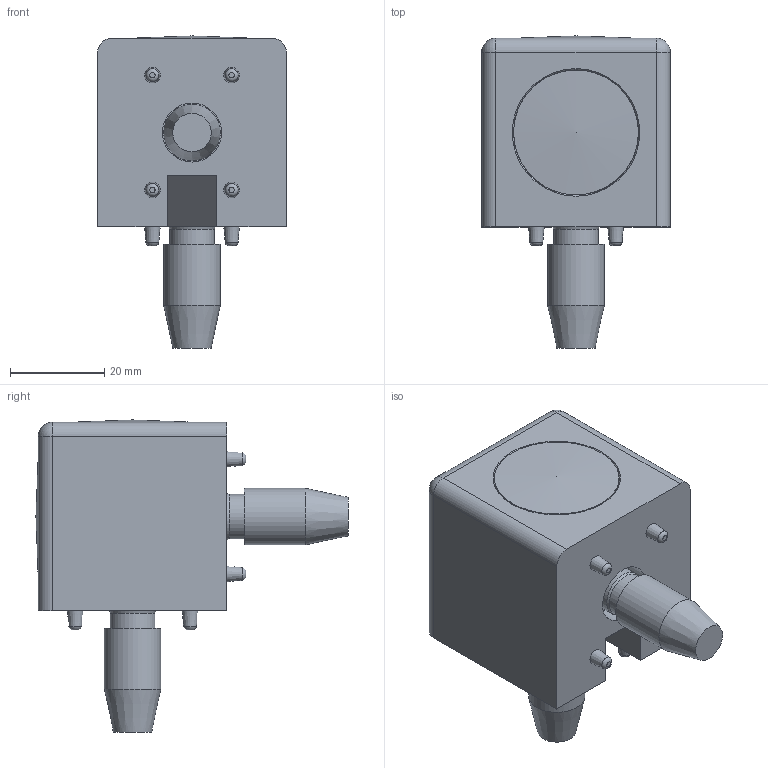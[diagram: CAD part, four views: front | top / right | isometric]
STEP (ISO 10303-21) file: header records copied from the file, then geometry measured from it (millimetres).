
FILE_DESCRIPTION(/* description */ ('STEP AP214'),/* implementation_level */ '2;1');
FILE_NAME(/* name */ '093WW407N10RS',/* time_stamp */ '2022-09-30T13:21:59+02:00',/* author */ ('License CC BY-ND 4.0'),/* organization */ ('CADENAS'),/* preprocessor_version */ 'ST-DEVELOPER v18.102',/* originating_system */ 'PARTsolutions',/* authorisation */ ' ');
FILE_SCHEMA (('AUTOMOTIVE_DESIGN {1 0 10303 214 3 1 1}'));
Length unit declared in the file: millimetre
Products named in the file (4): 093WW407N10RS; 093WW407N10RS_screw; 093WW407N10RS_cap; 093WW407N10RS_body
Assembly tree (5 placements, depth 2):
  093WW407N10RS
    093WW407N10RS_screw  x2
    093WW407N10RS_cap  x2
    093WW407N10RS_body
Bounding box: 40 x 66.2 x 66.2 mm (x, y, z)
Volume: 50512.4 mm3; surface area: 20209.4 mm2
Topology: 5 solids, 5 shells, 178 faces, 431 edges, 275 vertices
Faces by surface type: plane 57, cylinder 57, cone 32, torus 26, sphere 6
Full cylindrical faces by diameter (mm): 9.5 x2, 9.9 x2, 12 x2, 12.5 x2, 19.6 x2, 22 x2, 24 x2, 26.5 x2
Entity records: 3323 total; most frequent: CARTESIAN_POINT 754, DIRECTION 522, ORIENTED_EDGE 452, AXIS2_PLACEMENT_3D 230, EDGE_CURVE 226, EDGE_LOOP 172, FACE_BOUND 172, VERTEX_POINT 166
